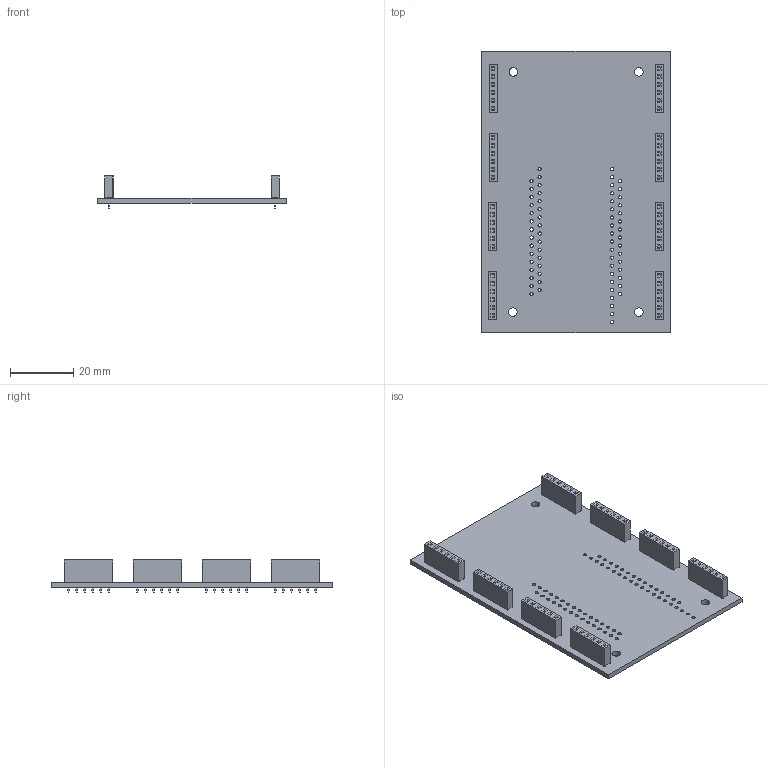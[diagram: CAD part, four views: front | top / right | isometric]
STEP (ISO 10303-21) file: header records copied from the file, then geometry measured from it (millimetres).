
FILE_DESCRIPTION(('KiCad electronic assembly'),'2;1');
FILE_NAME('therminator.step','2023-12-25T19:31:59',('Pcbnew'),('Kicad'), 'Open CASCADE STEP processor 7.7','KiCad to STEP converter','Unknown' );
FILE_SCHEMA(('AUTOMOTIVE_DESIGN { 1 0 10303 214 1 1 1 1 }'));
Length unit declared in the file: millimetre
Products named in the file (4): therminator 1; PinSocket_1x06_P2.54mm_Vertical; SOLID; therminator PCB
Assembly tree (10 placements, depth 3):
  therminator 1
    PinSocket_1x06_P2.54mm_Vertical  x8
      SOLID
    therminator PCB
Bounding box: 59.34 x 88.75 x 10.1 mm (x, y, z)
Volume: 10282.4 mm3; surface area: 15054.6 mm2
Topology: 9 solids, 9 shells, 1692 faces, 4398 edges, 2868 vertices
Faces by surface type: plane 1574, cylinder 118
Full cylindrical faces by diameter (mm): 1 x48, 1.016 x66, 2.7 x4
Entity records: 24080 total; most frequent: CARTESIAN_POINT 4929, DIRECTION 3272, LINE 2138, VECTOR 2138, ORIENTED_EDGE 1740, PCURVE 1740, DEFINITIONAL_REPRESENTATION 1740, EDGE_CURVE 870
